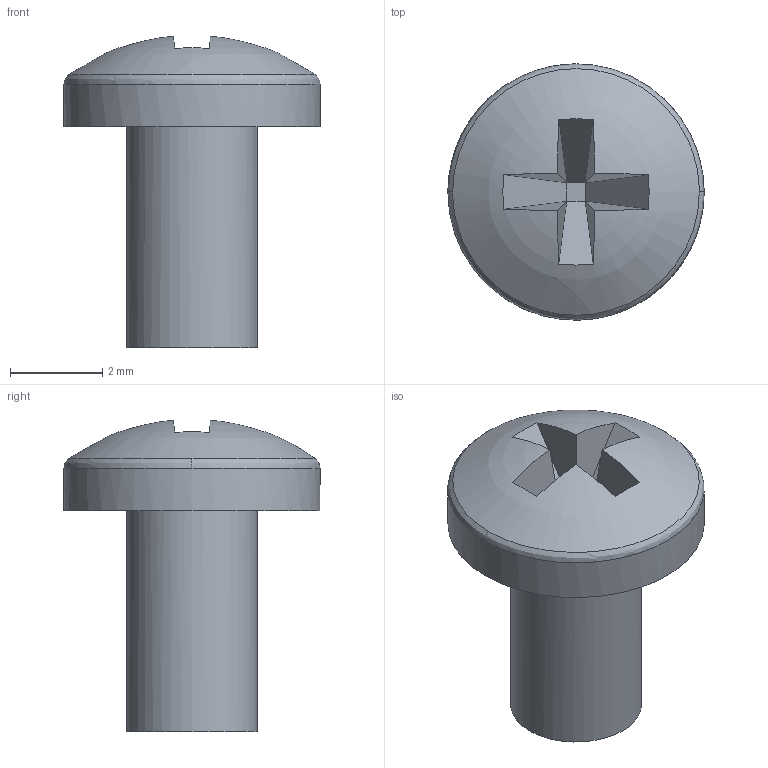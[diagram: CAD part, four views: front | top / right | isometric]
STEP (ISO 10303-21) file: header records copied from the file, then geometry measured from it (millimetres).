
FILE_DESCRIPTION(('FreeCAD Model'),'2;1');
FILE_NAME('1.step','2018-04-17T22:08:32',( 'kicad StepUp'),('ksu MCAD'),'Open CASCADE STEP processor 6.8', 'FreeCAD','Unknown');
FILE_SCHEMA(('AUTOMOTIVE_DESIGN_CC2 { 1 2 10303 214 -1 1 5 4 }'));
Length unit declared in the file: millimetre
Products named in the file (2): ASSEMBLY; 1
Assembly tree (1 placements, depth 2):
  ASSEMBLY
    1
Bounding box: 5.56 x 5.56 x 6.76 mm (x, y, z)
Volume: 64 mm3; surface area: 122.9 mm2
Topology: 1 solids, 1 shells, 20 faces, 47 edges, 30 vertices
Faces by surface type: bspline 17, revolution 3
Entity records: 758 total; most frequent: CARTESIAN_POINT 418, ORIENTED_EDGE 94, EDGE_CURVE 47, B_SPLINE_CURVE_WITH_KNOTS 38, VERTEX_POINT 30, FACE_BOUND 21, EDGE_LOOP 21, ADVANCED_FACE 20
